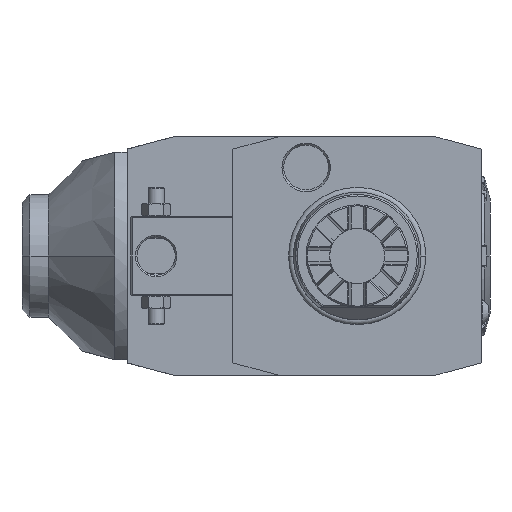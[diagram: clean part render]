
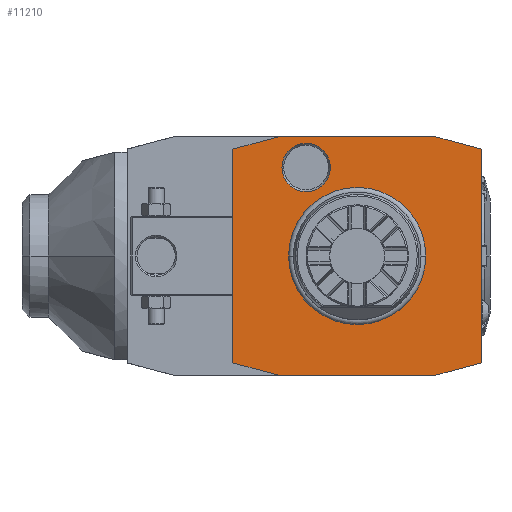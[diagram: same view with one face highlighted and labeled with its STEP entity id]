
A CAD part, front view. The second image highlights one B-rep face of the part: STEP entity #11210.
In plain terms, the highlighted planar face has unit normal (0, -1, 0).
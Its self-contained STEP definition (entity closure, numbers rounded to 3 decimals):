
#1=DIRECTION('',(0.966,0.,0.259));
#2=VECTOR('',#1,15.529);
#3=CARTESIAN_POINT('',(24.,0.,-37.5));
#4=LINE('',#3,#2);
#5=DIRECTION('',(1.,0.,0.));
#6=VECTOR('',#5,48.);
#7=CARTESIAN_POINT('',(-24.,0.,-37.5));
#8=LINE('',#7,#6);
#9=DIRECTION('',(0.966,0.,-0.259));
#10=VECTOR('',#9,15.529);
#11=CARTESIAN_POINT('',(-39.,0.,-33.481));
#12=LINE('',#11,#10);
#13=DIRECTION('',(0.,0.,-1.));
#14=VECTOR('',#13,66.962);
#15=CARTESIAN_POINT('',(-39.,0.,33.481));
#16=LINE('',#15,#14);
#17=DIRECTION('',(-0.966,0.,-0.259));
#18=VECTOR('',#17,15.529);
#19=CARTESIAN_POINT('',(-24.,0.,37.5));
#20=LINE('',#19,#18);
#21=DIRECTION('',(-1.,0.,0.));
#22=VECTOR('',#21,48.);
#23=CARTESIAN_POINT('',(24.,0.,37.5));
#24=LINE('',#23,#22);
#25=DIRECTION('',(-0.966,0.,0.259));
#26=VECTOR('',#25,15.529);
#27=CARTESIAN_POINT('',(39.,0.,33.481));
#28=LINE('',#27,#26);
#29=DIRECTION('',(0.,0.,1.));
#30=VECTOR('',#29,66.962);
#31=CARTESIAN_POINT('',(39.,0.,-33.481));
#32=LINE('',#31,#30);
#33=CARTESIAN_POINT('',(-16.,0.,27.713));
#34=DIRECTION('',(0.,1.,0.));
#35=DIRECTION('',(-1.,0.,0.));
#36=AXIS2_PLACEMENT_3D('',#33,#34,#35);
#38=CARTESIAN_POINT('',(-16.,0.,27.713));
#39=DIRECTION('',(0.,1.,0.));
#40=DIRECTION('',(1.,0.,0.));
#41=AXIS2_PLACEMENT_3D('',#38,#39,#40);
#7310=CARTESIAN_POINT('',(0.,0.,0.));
#7311=DIRECTION('',(0.,-1.,0.));
#7312=DIRECTION('',(1.,0.,0.));
#7313=AXIS2_PLACEMENT_3D('',#7310,#7311,#7312);
#7315=CARTESIAN_POINT('',(0.,0.,0.));
#7316=DIRECTION('',(0.,-1.,0.));
#7317=DIRECTION('',(-1.,0.,0.));
#7318=AXIS2_PLACEMENT_3D('',#7315,#7316,#7317);
#9992=CARTESIAN_POINT('',(-23.577,0.,
27.713));
#9993=CARTESIAN_POINT('',(-8.423,0.,
27.713));
#9994=VERTEX_POINT('',#9992);
#9995=VERTEX_POINT('',#9993);
#10915=CARTESIAN_POINT('',(24.,0.,-37.5));
#10916=CARTESIAN_POINT('',(39.,0.,-33.481));
#10917=VERTEX_POINT('',#10915);
#10918=VERTEX_POINT('',#10916);
#10919=CARTESIAN_POINT('',(39.,0.,33.481));
#10920=VERTEX_POINT('',#10919);
#10921=CARTESIAN_POINT('',(24.,0.,37.5));
#10922=VERTEX_POINT('',#10921);
#10923=CARTESIAN_POINT('',(-24.,0.,37.5));
#10924=VERTEX_POINT('',#10923);
#10925=CARTESIAN_POINT('',(-39.,0.,33.481));
#10926=VERTEX_POINT('',#10925);
#10927=CARTESIAN_POINT('',(-39.,0.,-33.481));
#10928=VERTEX_POINT('',#10927);
#10929=CARTESIAN_POINT('',(-24.,0.,-37.5));
#10930=VERTEX_POINT('',#10929);
#10947=CARTESIAN_POINT('',(21.137,0.,0.));
#10948=CARTESIAN_POINT('',(-21.137,0.,0.));
#10949=VERTEX_POINT('',#10947);
#10950=VERTEX_POINT('',#10948);
#11175=CARTESIAN_POINT('',(0.,0.,0.));
#11176=DIRECTION('',(0.,-1.,0.));
#11177=DIRECTION('',(-1.,0.,0.));
#11178=AXIS2_PLACEMENT_3D('',#11175,#11176,#11177);
#11179=PLANE('',#11178);
#11181=ORIENTED_EDGE('',*,*,#11180,.F.);
#11183=ORIENTED_EDGE('',*,*,#11182,.F.);
#11185=ORIENTED_EDGE('',*,*,#11184,.F.);
#11187=ORIENTED_EDGE('',*,*,#11186,.F.);
#11189=ORIENTED_EDGE('',*,*,#11188,.F.);
#11191=ORIENTED_EDGE('',*,*,#11190,.F.);
#11193=ORIENTED_EDGE('',*,*,#11192,.F.);
#11195=ORIENTED_EDGE('',*,*,#11194,.F.);
#11196=EDGE_LOOP('',(#11181,#11183,#11185,#11187,#11189,#11191,#11193,#11195));
#11197=FACE_OUTER_BOUND('',#11196,.F.);
#11199=ORIENTED_EDGE('',*,*,#11198,.T.);
#11201=ORIENTED_EDGE('',*,*,#11200,.T.);
#11202=EDGE_LOOP('',(#11199,#11201));
#11203=FACE_BOUND('',#11202,.F.);
#11205=ORIENTED_EDGE('',*,*,#11204,.F.);
#11207=ORIENTED_EDGE('',*,*,#11206,.F.);
#11208=EDGE_LOOP('',(#11205,#11207));
#11209=FACE_BOUND('',#11208,.F.);
#37=CIRCLE('',#36,7.577);
#42=CIRCLE('',#41,7.577);
#7314=CIRCLE('',#7313,21.137);
#7319=CIRCLE('',#7318,21.137);
#11180=EDGE_CURVE('',#10917,#10918,#4,.T.);
#11182=EDGE_CURVE('',#10930,#10917,#8,.T.);
#11184=EDGE_CURVE('',#10928,#10930,#12,.T.);
#11186=EDGE_CURVE('',#10926,#10928,#16,.T.);
#11188=EDGE_CURVE('',#10924,#10926,#20,.T.);
#11190=EDGE_CURVE('',#10922,#10924,#24,.T.);
#11192=EDGE_CURVE('',#10920,#10922,#28,.T.);
#11194=EDGE_CURVE('',#10918,#10920,#32,.T.);
#11198=EDGE_CURVE('',#10949,#10950,#7314,.T.);
#11200=EDGE_CURVE('',#10950,#10949,#7319,.T.);
#11204=EDGE_CURVE('',#9994,#9995,#37,.T.);
#11206=EDGE_CURVE('',#9995,#9994,#42,.T.);
#11210=ADVANCED_FACE('',(#11197,#11203,#11209),#11179,.T.);
